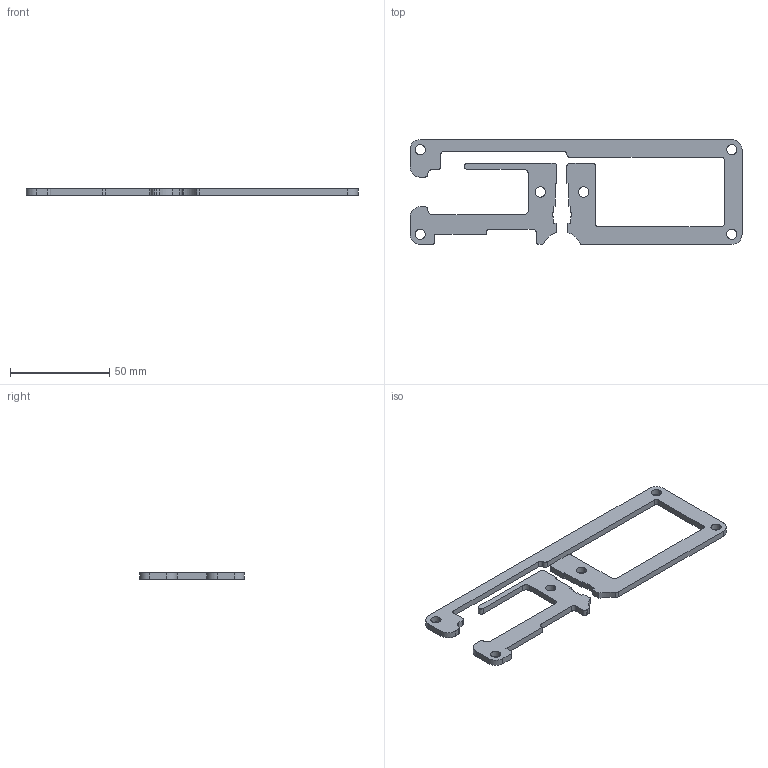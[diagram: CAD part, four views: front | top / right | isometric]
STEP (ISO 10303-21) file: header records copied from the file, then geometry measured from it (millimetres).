
FILE_DESCRIPTION(/* description */ (''),/* implementation_level */ '2;1');
FILE_NAME(/* name */ 'plywood-top',/* time_stamp */ '2019-10-29T10:52:04-05:00',/* author */ (''),/* organization */ (''),/* preprocessor_version */ 'ST-DEVELOPER v16.5',/* originating_system */ '',/* authorisation */ '');
FILE_SCHEMA (('AUTOMOTIVE_DESIGN'));
Length unit declared in the file: millimetre
Products named in the file (1): Document
Bounding box: 167.63 x 53 x 3.17 mm (x, y, z)
Volume: 12825.2 mm3; surface area: 11501.3 mm2
Topology: 2 solids, 2 shells, 100 faces, 288 edges, 192 vertices
Faces by surface type: bspline 96, plane 4
Entity records: 3098 total; most frequent: CARTESIAN_POINT 1678, ORIENTED_EDGE 576, EDGE_CURVE 288, VERTEX_POINT 192, EDGE_LOOP 112, ADVANCED_FACE 100, FACE_OUTER_BOUND 100, FACE_BOUND 12
